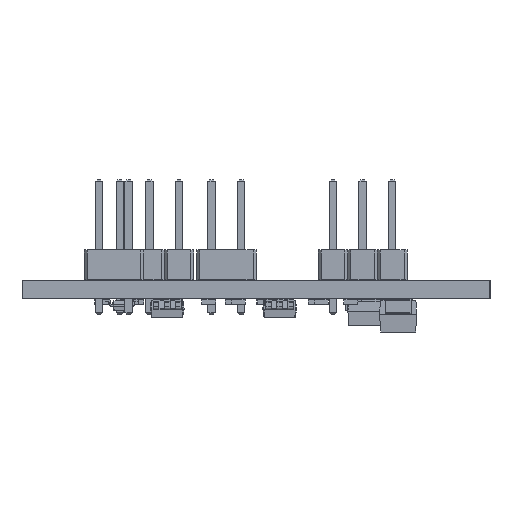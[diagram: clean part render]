
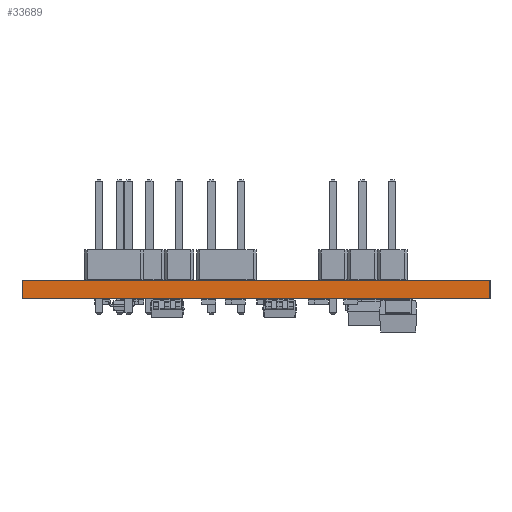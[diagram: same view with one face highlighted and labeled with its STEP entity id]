
A CAD part, left-side view. The second image highlights one B-rep face of the part: STEP entity #33689.
In plain terms, the highlighted planar face has unit normal (-1, 0, 0).
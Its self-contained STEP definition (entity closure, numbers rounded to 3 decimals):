
#33689 = ADVANCED_FACE('',(#33690),#33704,.T.);
#33690 = FACE_BOUND('',#33691,.T.);
#33691 = EDGE_LOOP('',(#33692,#33727,#33755,#33783));
#33692 = ORIENTED_EDGE('',*,*,#33693,.T.);
#33693 = EDGE_CURVE('',#33694,#33696,#33698,.T.);
#33694 = VERTEX_POINT('',#33695);
#33695 = CARTESIAN_POINT('',(0.254,0.254,0.));
#33696 = VERTEX_POINT('',#33697);
#33697 = CARTESIAN_POINT('',(0.254,0.254,1.6));
#33698 = SURFACE_CURVE('',#33699,(#33703,#33715),.PCURVE_S1.);
#33699 = LINE('',#33700,#33701);
#33700 = CARTESIAN_POINT('',(0.254,0.254,0.));
#33701 = VECTOR('',#33702,1.);
#33702 = DIRECTION('',(0.,0.,1.));
#33703 = PCURVE('',#33704,#33709);
#33704 = PLANE('',#33705);
#33705 = AXIS2_PLACEMENT_3D('',#33706,#33707,#33708);
#33706 = CARTESIAN_POINT('',(0.254,0.254,0.));
#33707 = DIRECTION('',(-1.,0.,0.));
#33708 = DIRECTION('',(0.,1.,0.));
#33709 = DEFINITIONAL_REPRESENTATION('',(#33710),#33714);
#33710 = LINE('',#33711,#33712);
#33711 = CARTESIAN_POINT('',(0.,0.));
#33712 = VECTOR('',#33713,1.);
#33713 = DIRECTION('',(0.,-1.));
#33714 = ( GEOMETRIC_REPRESENTATION_CONTEXT(2) 
PARAMETRIC_REPRESENTATION_CONTEXT() REPRESENTATION_CONTEXT('2D SPACE',''
  ) );
#33715 = PCURVE('',#33716,#33721);
#33716 = PLANE('',#33717);
#33717 = AXIS2_PLACEMENT_3D('',#33718,#33719,#33720);
#33718 = CARTESIAN_POINT('',(50.546,0.254,0.));
#33719 = DIRECTION('',(0.,-1.,0.));
#33720 = DIRECTION('',(-1.,0.,0.));
#33721 = DEFINITIONAL_REPRESENTATION('',(#33722),#33726);
#33722 = LINE('',#33723,#33724);
#33723 = CARTESIAN_POINT('',(50.292,0.));
#33724 = VECTOR('',#33725,1.);
#33725 = DIRECTION('',(0.,-1.));
#33726 = ( GEOMETRIC_REPRESENTATION_CONTEXT(2) 
PARAMETRIC_REPRESENTATION_CONTEXT() REPRESENTATION_CONTEXT('2D SPACE',''
  ) );
#33727 = ORIENTED_EDGE('',*,*,#33728,.T.);
#33728 = EDGE_CURVE('',#33696,#33729,#33731,.T.);
#33729 = VERTEX_POINT('',#33730);
#33730 = CARTESIAN_POINT('',(0.254,40.386,1.6));
#33731 = SURFACE_CURVE('',#33732,(#33736,#33743),.PCURVE_S1.);
#33732 = LINE('',#33733,#33734);
#33733 = CARTESIAN_POINT('',(0.254,0.254,1.6));
#33734 = VECTOR('',#33735,1.);
#33735 = DIRECTION('',(0.,1.,0.));
#33736 = PCURVE('',#33704,#33737);
#33737 = DEFINITIONAL_REPRESENTATION('',(#33738),#33742);
#33738 = LINE('',#33739,#33740);
#33739 = CARTESIAN_POINT('',(0.,-1.6));
#33740 = VECTOR('',#33741,1.);
#33741 = DIRECTION('',(1.,0.));
#33742 = ( GEOMETRIC_REPRESENTATION_CONTEXT(2) 
PARAMETRIC_REPRESENTATION_CONTEXT() REPRESENTATION_CONTEXT('2D SPACE',''
  ) );
#33743 = PCURVE('',#33744,#33749);
#33744 = PLANE('',#33745);
#33745 = AXIS2_PLACEMENT_3D('',#33746,#33747,#33748);
#33746 = CARTESIAN_POINT('',(25.4,20.32,1.6));
#33747 = DIRECTION('',(-0.,-0.,-1.));
#33748 = DIRECTION('',(-1.,0.,0.));
#33749 = DEFINITIONAL_REPRESENTATION('',(#33750),#33754);
#33750 = LINE('',#33751,#33752);
#33751 = CARTESIAN_POINT('',(25.146,-20.066));
#33752 = VECTOR('',#33753,1.);
#33753 = DIRECTION('',(0.,1.));
#33754 = ( GEOMETRIC_REPRESENTATION_CONTEXT(2) 
PARAMETRIC_REPRESENTATION_CONTEXT() REPRESENTATION_CONTEXT('2D SPACE',''
  ) );
#33755 = ORIENTED_EDGE('',*,*,#33756,.F.);
#33756 = EDGE_CURVE('',#33757,#33729,#33759,.T.);
#33757 = VERTEX_POINT('',#33758);
#33758 = CARTESIAN_POINT('',(0.254,40.386,0.));
#33759 = SURFACE_CURVE('',#33760,(#33764,#33771),.PCURVE_S1.);
#33760 = LINE('',#33761,#33762);
#33761 = CARTESIAN_POINT('',(0.254,40.386,0.));
#33762 = VECTOR('',#33763,1.);
#33763 = DIRECTION('',(0.,0.,1.));
#33764 = PCURVE('',#33704,#33765);
#33765 = DEFINITIONAL_REPRESENTATION('',(#33766),#33770);
#33766 = LINE('',#33767,#33768);
#33767 = CARTESIAN_POINT('',(40.132,0.));
#33768 = VECTOR('',#33769,1.);
#33769 = DIRECTION('',(0.,-1.));
#33770 = ( GEOMETRIC_REPRESENTATION_CONTEXT(2) 
PARAMETRIC_REPRESENTATION_CONTEXT() REPRESENTATION_CONTEXT('2D SPACE',''
  ) );
#33771 = PCURVE('',#33772,#33777);
#33772 = PLANE('',#33773);
#33773 = AXIS2_PLACEMENT_3D('',#33774,#33775,#33776);
#33774 = CARTESIAN_POINT('',(0.254,40.386,0.));
#33775 = DIRECTION('',(0.,1.,0.));
#33776 = DIRECTION('',(1.,0.,0.));
#33777 = DEFINITIONAL_REPRESENTATION('',(#33778),#33782);
#33778 = LINE('',#33779,#33780);
#33779 = CARTESIAN_POINT('',(0.,0.));
#33780 = VECTOR('',#33781,1.);
#33781 = DIRECTION('',(0.,-1.));
#33782 = ( GEOMETRIC_REPRESENTATION_CONTEXT(2) 
PARAMETRIC_REPRESENTATION_CONTEXT() REPRESENTATION_CONTEXT('2D SPACE',''
  ) );
#33783 = ORIENTED_EDGE('',*,*,#33784,.F.);
#33784 = EDGE_CURVE('',#33694,#33757,#33785,.T.);
#33785 = SURFACE_CURVE('',#33786,(#33790,#33797),.PCURVE_S1.);
#33786 = LINE('',#33787,#33788);
#33787 = CARTESIAN_POINT('',(0.254,0.254,0.));
#33788 = VECTOR('',#33789,1.);
#33789 = DIRECTION('',(0.,1.,0.));
#33790 = PCURVE('',#33704,#33791);
#33791 = DEFINITIONAL_REPRESENTATION('',(#33792),#33796);
#33792 = LINE('',#33793,#33794);
#33793 = CARTESIAN_POINT('',(0.,0.));
#33794 = VECTOR('',#33795,1.);
#33795 = DIRECTION('',(1.,0.));
#33796 = ( GEOMETRIC_REPRESENTATION_CONTEXT(2) 
PARAMETRIC_REPRESENTATION_CONTEXT() REPRESENTATION_CONTEXT('2D SPACE',''
  ) );
#33797 = PCURVE('',#33798,#33803);
#33798 = PLANE('',#33799);
#33799 = AXIS2_PLACEMENT_3D('',#33800,#33801,#33802);
#33800 = CARTESIAN_POINT('',(25.4,20.32,0.));
#33801 = DIRECTION('',(-0.,-0.,-1.));
#33802 = DIRECTION('',(-1.,0.,0.));
#33803 = DEFINITIONAL_REPRESENTATION('',(#33804),#33808);
#33804 = LINE('',#33805,#33806);
#33805 = CARTESIAN_POINT('',(25.146,-20.066));
#33806 = VECTOR('',#33807,1.);
#33807 = DIRECTION('',(0.,1.));
#33808 = ( GEOMETRIC_REPRESENTATION_CONTEXT(2) 
PARAMETRIC_REPRESENTATION_CONTEXT() REPRESENTATION_CONTEXT('2D SPACE',''
  ) );
